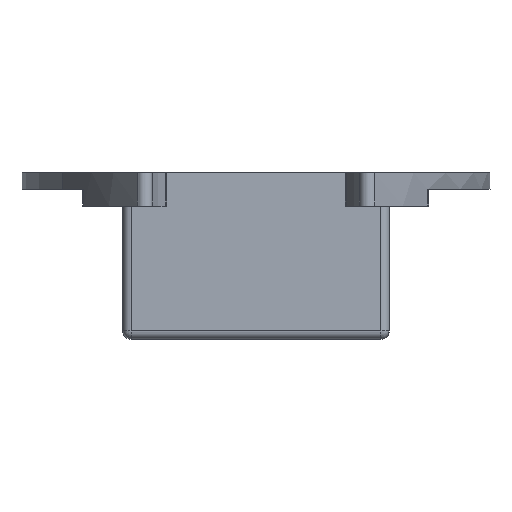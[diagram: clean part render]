
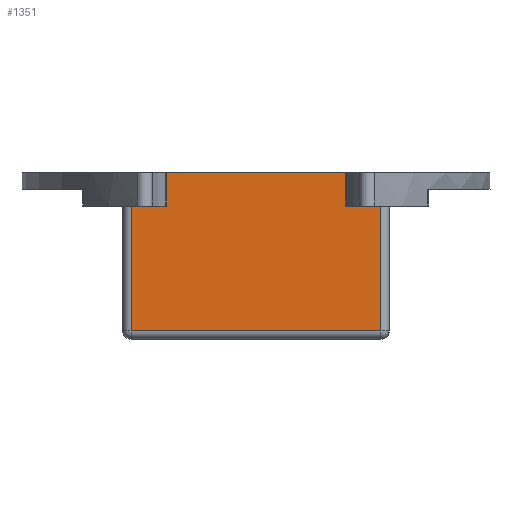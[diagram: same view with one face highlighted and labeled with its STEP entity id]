
A CAD part, front view. The second image highlights one B-rep face of the part: STEP entity #1351.
In plain terms, the highlighted planar face has unit normal (0, -1, 0).
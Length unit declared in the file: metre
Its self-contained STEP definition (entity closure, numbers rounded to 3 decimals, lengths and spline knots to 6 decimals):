
#49=PLANE('',#1509);
#107=LINE('',#2380,#188);
#109=LINE('',#2401,#190);
#110=LINE('',#2402,#191);
#111=LINE('',#2404,#192);
#112=LINE('',#2406,#193);
#113=LINE('',#2407,#194);
#188=VECTOR('',#1799,1.);
#190=VECTOR('',#1821,1.);
#191=VECTOR('',#1822,1.);
#192=VECTOR('',#1823,1.);
#193=VECTOR('',#1824,1.);
#194=VECTOR('',#1825,1.);
#392=ORIENTED_EDGE('',*,*,#731,.F.);
#393=ORIENTED_EDGE('',*,*,#741,.T.);
#394=ORIENTED_EDGE('',*,*,#742,.T.);
#395=ORIENTED_EDGE('',*,*,#743,.T.);
#396=ORIENTED_EDGE('',*,*,#744,.T.);
#397=ORIENTED_EDGE('',*,*,#745,.T.);
#731=EDGE_CURVE('',#903,#904,#107,.T.);
#741=EDGE_CURVE('',#903,#828,#109,.T.);
#742=EDGE_CURVE('',#828,#913,#110,.T.);
#743=EDGE_CURVE('',#913,#914,#111,.F.);
#744=EDGE_CURVE('',#914,#816,#112,.F.);
#745=EDGE_CURVE('',#816,#904,#113,.F.);
#816=VERTEX_POINT('',#2031);
#828=VERTEX_POINT('',#2060);
#903=VERTEX_POINT('',#2379);
#904=VERTEX_POINT('',#2381);
#913=VERTEX_POINT('',#2403);
#914=VERTEX_POINT('',#2405);
#1087=EDGE_LOOP('',(#392,#393,#394,#395,#396,#397));
#1213=FACE_BOUND('',#1087,.T.);
#1351=ADVANCED_FACE('',(#1213),#49,.T.);
#1509=AXIS2_PLACEMENT_3D('',#2400,#1819,#1820);
#1799=DIRECTION('',(1.,0.,0.));
#1819=DIRECTION('',(0.,-1.,0.));
#1820=DIRECTION('',(1.,0.,0.));
#1821=DIRECTION('',(0.,0.,-1.));
#1822=DIRECTION('',(0.,0.,-1.));
#1823=DIRECTION('',(-1.,0.,0.));
#1824=DIRECTION('',(0.,0.,-1.));
#1825=DIRECTION('',(0.,0.,-1.));
#2031=CARTESIAN_POINT('',(0.01875,-0.017675,-0.029));
#2060=CARTESIAN_POINT('',(-0.01875,-0.017675,-0.029));
#2379=CARTESIAN_POINT('',(-0.01875,-0.017675,-0.0265));
#2380=CARTESIAN_POINT('',(0.,-0.017675,-0.0265));
#2381=CARTESIAN_POINT('',(0.01875,-0.017675,-0.0265));
#2400=CARTESIAN_POINT('',(0.,-0.017675,-0.029));
#2401=CARTESIAN_POINT('',(-0.01875,-0.017675,-0.029));
#2402=CARTESIAN_POINT('',(-0.01875,-0.017675,-0.0515));
#2403=CARTESIAN_POINT('',(-0.01875,-0.017675,-0.05025));
#2404=CARTESIAN_POINT('',(0.,-0.017675,-0.05025));
#2405=CARTESIAN_POINT('',(0.01875,-0.017675,-0.05025));
#2406=CARTESIAN_POINT('',(0.01875,-0.017675,-0.029));
#2407=CARTESIAN_POINT('',(0.01875,-0.017675,-0.0265));
